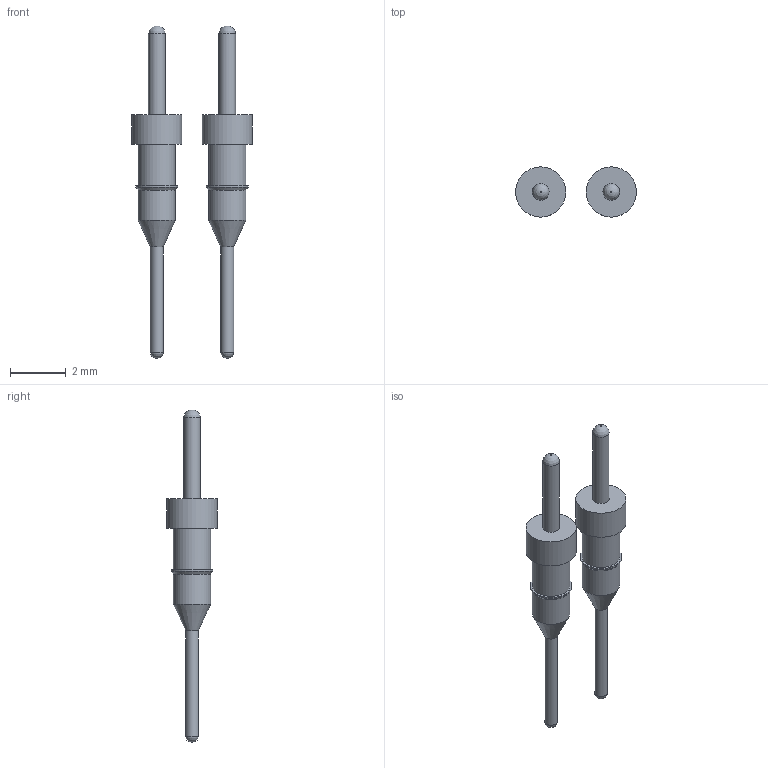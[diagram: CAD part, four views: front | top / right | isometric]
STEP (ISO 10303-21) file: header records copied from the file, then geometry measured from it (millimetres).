
FILE_DESCRIPTION(('FreeCAD Model'),'2;1');
FILE_NAME('1x02_L11.96.step','2016-11-21T16:35:55',('Author'),(''), 'Open CASCADE STEP processor 6.8','FreeCAD','Unknown');
FILE_SCHEMA(('AUTOMOTIVE_DESIGN_CC2 { 1 2 10303 214 -1 1 5 4 }'));
Length unit declared in the file: millimetre
Products named in the file (2): ASSEMBLY; 1x02_L11.96
Assembly tree (1 placements, depth 2):
  ASSEMBLY
    1x02_L11.96
Bounding box: 4.35 x 1.81 x 11.96 mm (x, y, z)
Volume: 17.8 mm3; surface area: 72.9 mm2
Topology: 2 solids, 2 shells, 30 faces, 48 edges, 28 vertices
Faces by surface type: cylinder 12, plane 10, cone 4, revolution 4
Full cylindrical faces by diameter (mm): 0.46 x2, 0.6 x2, 1.35 x4, 1.5 x2, 1.81 x2
Entity records: 1384 total; most frequent: CARTESIAN_POINT 324, DIRECTION 194, ORIENTED_EDGE 96, PCURVE 96, DEFINITIONAL_REPRESENTATION 96, LINE 64, VECTOR 64, AXIS2_PLACEMENT_3D 60
